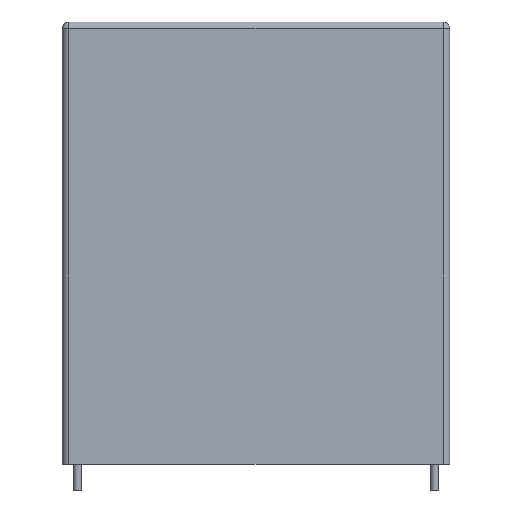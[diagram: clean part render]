
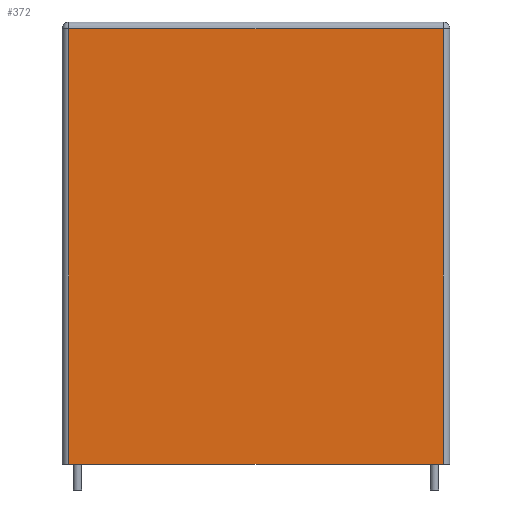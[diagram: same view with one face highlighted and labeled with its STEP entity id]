
A CAD part, front view. The second image highlights one B-rep face of the part: STEP entity #372.
In plain terms, the highlighted planar face has unit normal (0, -1, 0).
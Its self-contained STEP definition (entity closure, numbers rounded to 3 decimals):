
#15=LINE($,#609,#35);
#18=LINE($,#623,#38);
#30=LINE($,#661,#50);
#34=LINE($,#670,#54);
#35=VECTOR($,#493,64.);
#38=VECTOR($,#508,64.);
#50=VECTOR($,#552,55.);
#54=VECTOR($,#566,55.);
#78=PLANE($,#437);
#112=FACE_OUTER_BOUND($,#146,.T.);
#146=EDGE_LOOP($,(#320,#321,#322,#323));
#182=VERTEX_POINT($,#602);
#184=VERTEX_POINT($,#607);
#185=VERTEX_POINT($,#612);
#188=VERTEX_POINT($,#619);
#212=EDGE_CURVE($,#184,#182,#15,.T.);
#219=EDGE_CURVE($,#185,#188,#18,.T.);
#239=EDGE_CURVE($,#182,#185,#30,.T.);
#243=EDGE_CURVE($,#184,#188,#34,.T.);
#320=ORIENTED_EDGE($,*,*,#212,.F.);
#321=ORIENTED_EDGE($,*,*,#243,.T.);
#322=ORIENTED_EDGE($,*,*,#219,.F.);
#323=ORIENTED_EDGE($,*,*,#239,.F.);
#372=ADVANCED_FACE($,(#112),#78,.T.);
#437=AXIS2_PLACEMENT_3D($,#669,#564,#565);
#493=DIRECTION($,(0.,0.,1.));
#508=DIRECTION($,(0.,0.,-1.));
#552=DIRECTION($,(1.,0.,0.));
#564=DIRECTION('center_axis',(0.,-1.,0.));
#565=DIRECTION('ref_axis',(1.,0.,0.));
#566=DIRECTION($,(1.,0.,0.));
#602=CARTESIAN_POINT('',(-27.5,-22.5,64.));
#607=CARTESIAN_POINT('',(-27.5,-22.5,0.));
#609=CARTESIAN_POINT($,(-27.5,-22.5,0.));
#612=CARTESIAN_POINT('',(27.5,-22.5,64.));
#619=CARTESIAN_POINT('',(27.5,-22.5,0.));
#623=CARTESIAN_POINT($,(27.5,-22.5,0.));
#661=CARTESIAN_POINT($,(-14.25,-22.5,64.));
#669=CARTESIAN_POINT('Origin',(-28.5,-22.5,0.));
#670=CARTESIAN_POINT($,(-28.5,-22.5,0.));
